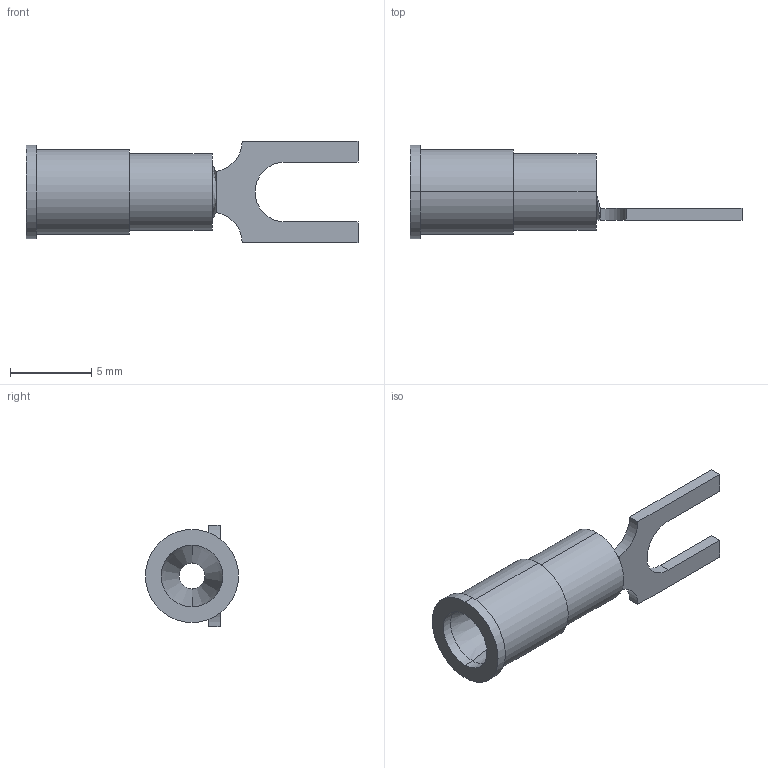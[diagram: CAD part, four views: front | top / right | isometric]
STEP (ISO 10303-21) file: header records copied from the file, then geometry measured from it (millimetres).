
FILE_DESCRIPTION (( 'STEP AP214' ), '1' );
FILE_NAME ('10-12 AWG spade.STEP', '2018-12-31T14:41:28', ( '' ), ( '' ), 'SwSTEP 2.0', 'SolidWorks 2018', '' );
FILE_SCHEMA (( 'AUTOMOTIVE_DESIGN' ));
Length unit declared in the file: inch
Products named in the file (1): 10-12 AWG spade
Bounding box: 20.38 x 5.71 x 6.22 mm (x, y, z)
Volume: 192.5 mm3; surface area: 518.2 mm2
Topology: 4 solids, 4 shells, 42 faces, 92 edges, 60 vertices
Faces by surface type: plane 19, cylinder 17, bspline 4, cone 2
Entity records: 1663 total; most frequent: CARTESIAN_POINT 287, DIRECTION 210, ORIENTED_EDGE 184, EDGE_CURVE 92, AXIS2_PLACEMENT_3D 79, VERTEX_POINT 60, LINE 52, VECTOR 52
